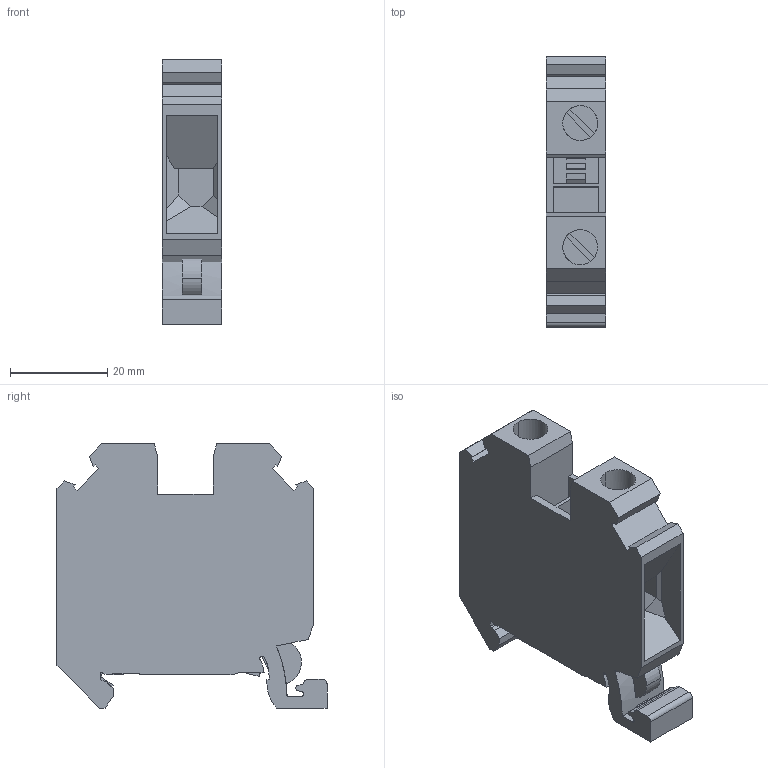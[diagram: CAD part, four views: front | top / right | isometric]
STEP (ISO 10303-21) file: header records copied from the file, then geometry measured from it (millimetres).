
FILE_DESCRIPTION(('STEP AP214'),'1');
FILE_NAME('cctmp_3C8F2BDB-414A-4B00-91D0-3360F4699958_2023_07_24_09_22_17_0433..stp','2023-07-24T07:22:17',('SIEMENS A&D'),('CADClick - www.CADClick.com'),'Spatial InterOp 3D postprocessed',' ','unknown authorization');
FILE_SCHEMA(('AUTOMOTIVE_DESIGN'));
Length unit declared in the file: millimetre
Products named in the file (1): 2023_07_24_09_22_17_0426
Bounding box: 12.15 x 55.5 x 54.35 mm (x, y, z)
Volume: 23225.5 mm3; surface area: 10229.2 mm2
Topology: 1 solids, 1 shells, 170 faces, 480 edges, 318 vertices
Faces by surface type: plane 146, cylinder 24
Entity records: 5990 total; most frequent: CARTESIAN_POINT 969, ORIENTED_EDGE 960, DIRECTION 888, EDGE_CURVE 480, LINE 414, VECTOR 414, VERTEX_POINT 318, AXIS2_PLACEMENT_3D 237
